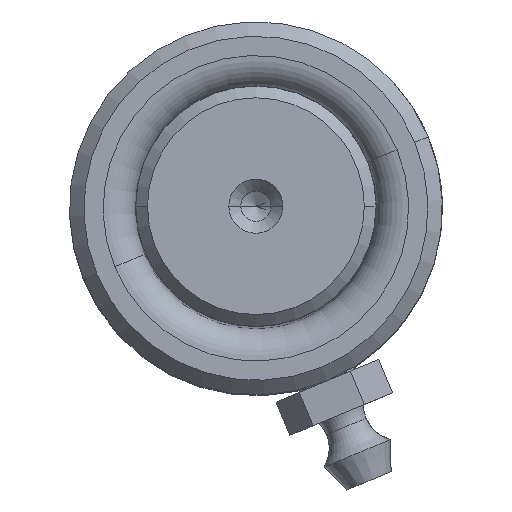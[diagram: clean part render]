
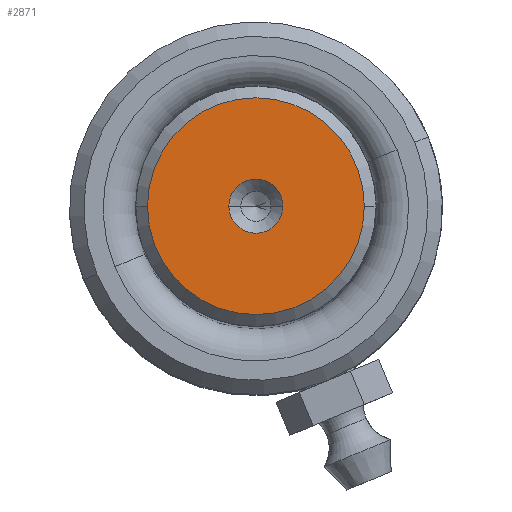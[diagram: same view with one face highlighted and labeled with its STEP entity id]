
A CAD part, top view. The second image highlights one B-rep face of the part: STEP entity #2871.
In plain terms, the highlighted planar face has unit normal (0, 0, 1).
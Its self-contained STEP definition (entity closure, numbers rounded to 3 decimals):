
#463 = FACE_OUTER_BOUND ( 'NONE', #2805, .T. ) ;
#514 = EDGE_CURVE ( 'NONE', #2774, #6317, #5636, .T. ) ;
#566 = AXIS2_PLACEMENT_3D ( 'NONE', #2551, #944, #6378 ) ;
#853 = AXIS2_PLACEMENT_3D ( 'NONE', #2307, #2860, #4447 ) ;
#944 = DIRECTION ( 'NONE',  ( 0., 0., 1. ) ) ;
#1121 = CIRCLE ( 'NONE', #566, 2.25 ) ;
#1155 = EDGE_CURVE ( 'NONE', #5628, #4347, #1615, .T. ) ;
#1190 = DIRECTION ( 'NONE',  ( 0., 0., 1. ) ) ;
#1347 = AXIS2_PLACEMENT_3D ( 'NONE', #4976, #1190, #2174 ) ;
#1439 = ORIENTED_EDGE ( 'NONE', *, *, #514, .F. ) ;
#1519 = EDGE_LOOP ( 'NONE', ( #2016, #1439 ) ) ;
#1525 = CARTESIAN_POINT ( 'NONE',  ( -9.009, 0., 150. ) ) ;
#1615 = CIRCLE ( 'NONE', #853, 9.009 ) ;
#2016 = ORIENTED_EDGE ( 'NONE', *, *, #4532, .F. ) ;
#2080 = DIRECTION ( 'NONE',  ( 0., 0., 1. ) ) ;
#2127 = CARTESIAN_POINT ( 'NONE',  ( 2.25, 0., 150. ) ) ;
#2174 = DIRECTION ( 'NONE',  ( 1., 0., 0. ) ) ;
#2307 = CARTESIAN_POINT ( 'NONE',  ( 0., 0., 150. ) ) ;
#2551 = CARTESIAN_POINT ( 'NONE',  ( 0., 0., 150. ) ) ;
#2774 = VERTEX_POINT ( 'NONE', #3984 ) ;
#2805 = EDGE_LOOP ( 'NONE', ( #5380, #4573 ) ) ;
#2860 = DIRECTION ( 'NONE',  ( 0., 0., 1. ) ) ;
#2871 = ADVANCED_FACE ( 'NONE', ( #5388, #463 ), #6906, .T. ) ;
#3032 = CARTESIAN_POINT ( 'NONE',  ( 0., 0., 150. ) ) ;
#3090 = CIRCLE ( 'NONE', #6593, 9.009 ) ;
#3197 = EDGE_CURVE ( 'NONE', #4347, #5628, #3090, .T. ) ;
#3644 = DIRECTION ( 'NONE',  ( 1., 0., 0. ) ) ;
#3707 = DIRECTION ( 'NONE',  ( 1., 0., 0. ) ) ;
#3984 = CARTESIAN_POINT ( 'NONE',  ( -2.25, 0., 150. ) ) ;
#4347 = VERTEX_POINT ( 'NONE', #4721 ) ;
#4447 = DIRECTION ( 'NONE',  ( 1., 0., 0. ) ) ;
#4532 = EDGE_CURVE ( 'NONE', #6317, #2774, #1121, .T. ) ;
#4573 = ORIENTED_EDGE ( 'NONE', *, *, #3197, .T. ) ;
#4721 = CARTESIAN_POINT ( 'NONE',  ( 9.009, 0., 150. ) ) ;
#4976 = CARTESIAN_POINT ( 'NONE',  ( 0., 0., 150. ) ) ;
#5380 = ORIENTED_EDGE ( 'NONE', *, *, #1155, .T. ) ;
#5388 = FACE_BOUND ( 'NONE', #1519, .T. ) ;
#5628 = VERTEX_POINT ( 'NONE', #1525 ) ;
#5636 = CIRCLE ( 'NONE', #1347, 2.25 ) ;
#5832 = DIRECTION ( 'NONE',  ( 0., 0., 1. ) ) ;
#5896 = CARTESIAN_POINT ( 'NONE',  ( 0., 0., 150. ) ) ;
#6317 = VERTEX_POINT ( 'NONE', #2127 ) ;
#6378 = DIRECTION ( 'NONE',  ( 1., 0., 0. ) ) ;
#6593 = AXIS2_PLACEMENT_3D ( 'NONE', #5896, #2080, #3707 ) ;
#6906 = PLANE ( 'NONE',  #6950 ) ;
#6950 = AXIS2_PLACEMENT_3D ( 'NONE', #3032, #5832, #3644 ) ;
